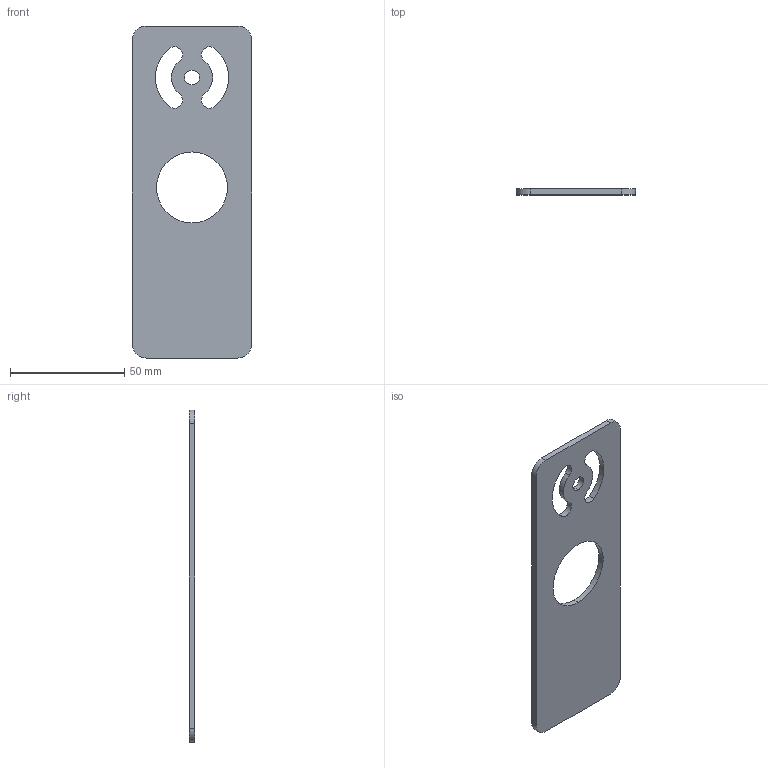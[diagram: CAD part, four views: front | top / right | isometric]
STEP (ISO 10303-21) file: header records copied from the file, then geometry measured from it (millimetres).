
FILE_DESCRIPTION((''),'2;1');
FILE_NAME('141786_SW','2008-08-11T',('banengservice'),('BANNER ENGINEERING'),'PRO/ENGINEER BY PARAMETRIC TECHNOLOGY CORPORATION, 2006170','PRO/ENGINEER BY PARAMETRIC TECHNOLOGY CORPORATION, 2006170','');
FILE_SCHEMA(('CONFIG_CONTROL_DESIGN'));
Length unit declared in the file: inch
Products named in the file (1): 141786_SW
Bounding box: 52 x 2.6 x 145 mm (x, y, z)
Volume: 16434.7 mm3; surface area: 14328.5 mm2
Topology: 1 solids, 1 shells, 422 faces, 1209 edges, 806 vertices
Faces by surface type: plane 406, cylinder 16
Entity records: 13581 total; most frequent: CARTESIAN_POINT 2437, ORIENTED_EDGE 2418, DIRECTION 2085, EDGE_CURVE 1209, VECTOR 1177, LINE 1177, VERTEX_POINT 806, AXIS2_PLACEMENT_3D 454
